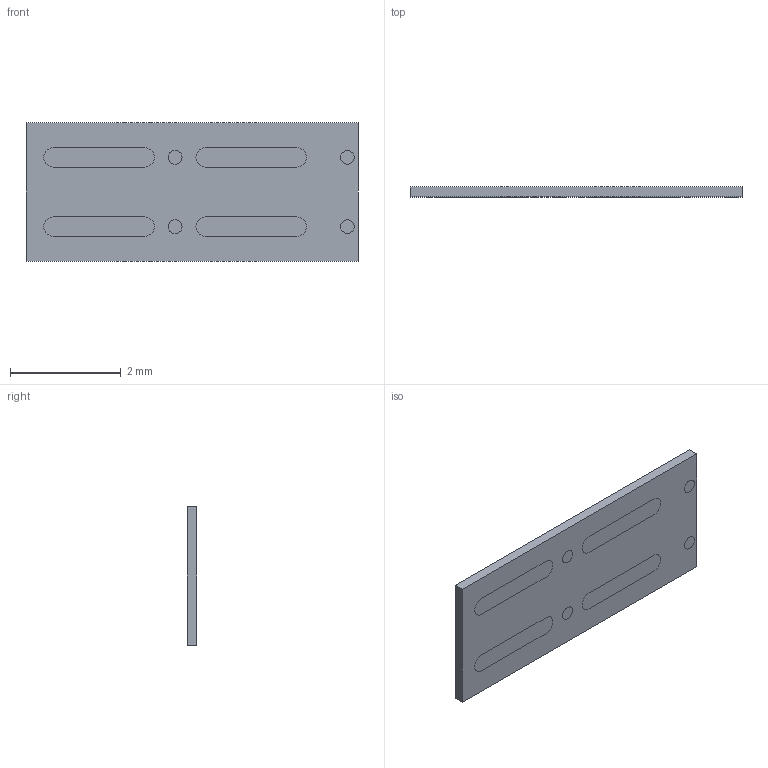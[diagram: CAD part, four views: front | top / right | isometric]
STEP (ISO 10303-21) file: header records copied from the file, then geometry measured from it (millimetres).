
FILE_DESCRIPTION(/* description */ ('Unknown'),/* implementation_level */ '2;1');
FILE_NAME(/* name */ 'X4-DSN6025-8',/* time_stamp */ '2023-04-04T13:41:15+08:00',/* author */ ('Unknown'),/* organization */ ('Unknown'),/* preprocessor_version */ 'ST-DEVELOPER v18.102',/* originating_system */ 'Solid Edge',/* authorisation */ 'Unknown');
FILE_SCHEMA (('AUTOMOTIVE_DESIGN {1 0 10303 214 3 1 1}'));
Length unit declared in the file: millimetre
Products named in the file (3): X4-DSN6025-8; Compound ; plating
Assembly tree (2 placements, depth 2):
  X4-DSN6025-8
    Compound 
    plating
Bounding box: 6 x 0.18 x 2.5 mm (x, y, z)
Volume: 2.7 mm3; surface area: 39.7 mm2
Topology: 9 solids, 9 shells, 70 faces, 136 edges, 92 vertices
Faces by surface type: plane 46, cylinder 24
Full cylindrical faces by diameter (mm): 0.25 x8
Entity records: 1835 total; most frequent: DIRECTION 318, CARTESIAN_POINT 285, ORIENTED_EDGE 248, EDGE_CURVE 124, AXIS2_PLACEMENT_3D 121, VERTEX_POINT 88, EDGE_LOOP 86, FACE_BOUND 86
